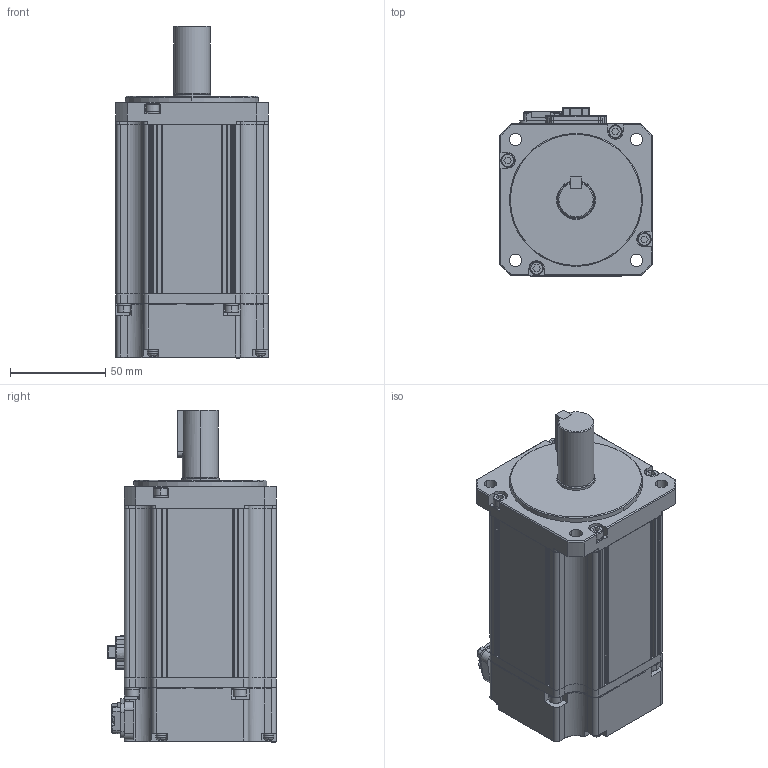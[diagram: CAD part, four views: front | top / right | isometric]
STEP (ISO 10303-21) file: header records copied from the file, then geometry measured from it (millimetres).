
FILE_DESCRIPTION (( 'STEP AP214' ), '1' );
FILE_NAME ('SLM08GA001G03_Out Line(APMC-FCL08AMK) r1 nc fxt.STEP', '2022-02-16T23:38:05', ( '' ), ( '' ), 'SwSTEP 2.0', 'SolidWorks 2017', '' );
FILE_SCHEMA (( 'AUTOMOTIVE_DESIGN' ));
Length unit declared in the file: inch
Products named in the file (1): SLM08GA001G03_Out Line(APMC-FCL08AMK) r1 nc fxt
Bounding box: 80 x 88.7 x 174.7 mm (x, y, z)
Volume: 781672.5 mm3; surface area: 118476.3 mm2
Topology: 45 solids, 45 shells, 1860 faces, 4897 edges, 3200 vertices
Faces by surface type: plane 1195, cylinder 483, bspline 94, cone 70, torus 10, sphere 8
Entity records: 61594 total; most frequent: CARTESIAN_POINT 15090, ORIENTED_EDGE 9794, DIRECTION 9059, EDGE_CURVE 4897, VECTOR 3395, LINE 3395, VERTEX_POINT 3200, AXIS2_PLACEMENT_3D 2832
